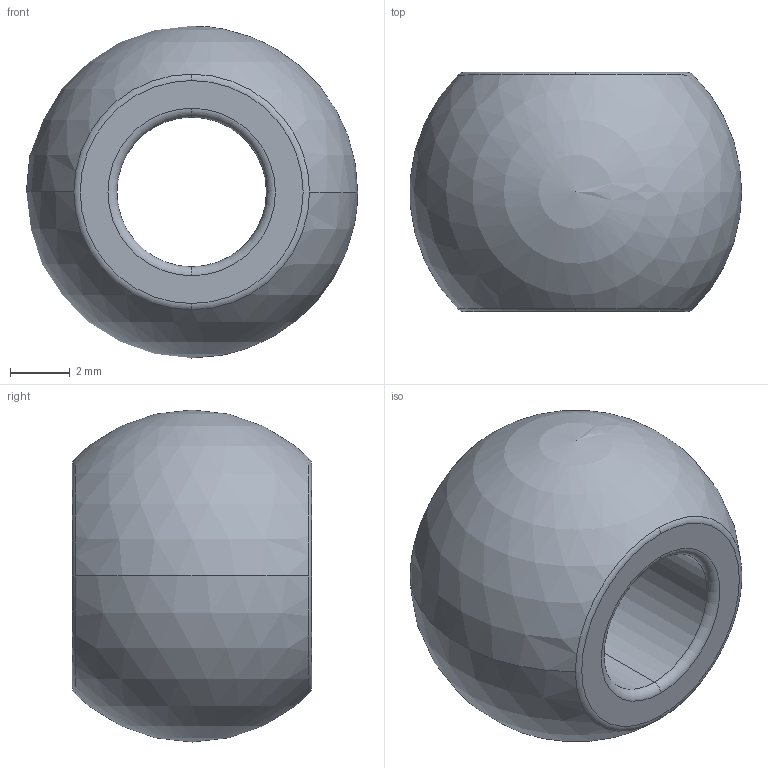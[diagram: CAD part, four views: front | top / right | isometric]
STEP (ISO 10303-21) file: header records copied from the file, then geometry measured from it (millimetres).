
FILE_DESCRIPTION (( 'STEP AP203' ), '1' );
FILE_NAME ('Ball Joint M5_Default_sldprt.STEP', '2025-03-20T06:41:00', ( '' ), ( '' ), 'SwSTEP 2.0', 'SolidWorks 2022', '' );
FILE_SCHEMA (( 'CONFIG_CONTROL_DESIGN' ));
Length unit declared in the file: millimetre
Products named in the file (1): Ball Joint M5_Default_sldprt
Bounding box: 11.08 x 8 x 11.1 mm (x, y, z)
Volume: 482.3 mm3; surface area: 453.7 mm2
Topology: 1 solids, 1 shells, 14 faces, 37 edges, 23 vertices
Faces by surface type: torus 8, sphere 2, cylinder 2, plane 2
Entity records: 495 total; most frequent: DIRECTION 92, CARTESIAN_POINT 67, ORIENTED_EDGE 64, AXIS2_PLACEMENT_3D 45, EDGE_CURVE 32, CIRCLE 30, VERTEX_POINT 20, EDGE_LOOP 16
